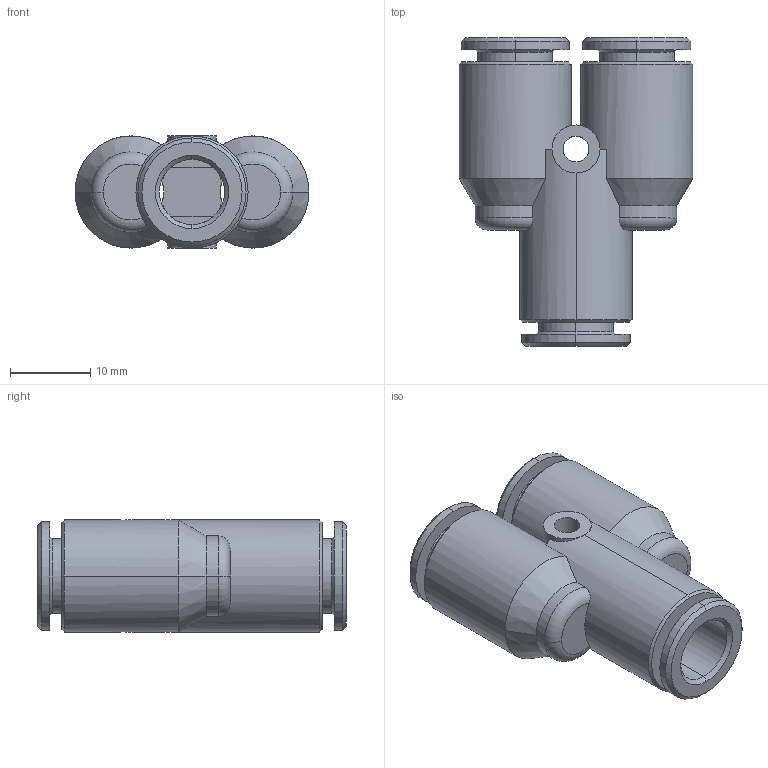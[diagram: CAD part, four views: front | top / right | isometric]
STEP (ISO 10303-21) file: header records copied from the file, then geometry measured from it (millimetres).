
FILE_DESCRIPTION (( 'STEP AP203' ), '1' );
FILE_NAME ('B0194040.STEP', '2011-04-19T12:46:04', ( '' ), ( 'sopra-pneumatic' ), 'SwSTEP 2.0', 'SolidWorks 2009', '' );
FILE_SCHEMA (( 'CONFIG_CONTROL_DESIGN' ));
Length unit declared in the file: millimetre
Products named in the file (1): B0194040
Bounding box: 29.2 x 38.5 x 14 mm (x, y, z)
Volume: 5893.1 mm3; surface area: 5202.6 mm2
Topology: 1 solids, 1 shells, 118 faces, 285 edges, 176 vertices
Faces by surface type: cylinder 44, plane 42, cone 28, torus 4
Entity records: 3722 total; most frequent: CARTESIAN_POINT 804, DIRECTION 637, ORIENTED_EDGE 570, EDGE_CURVE 285, AXIS2_PLACEMENT_3D 251, VERTEX_POINT 176, LINE 135, VECTOR 135
